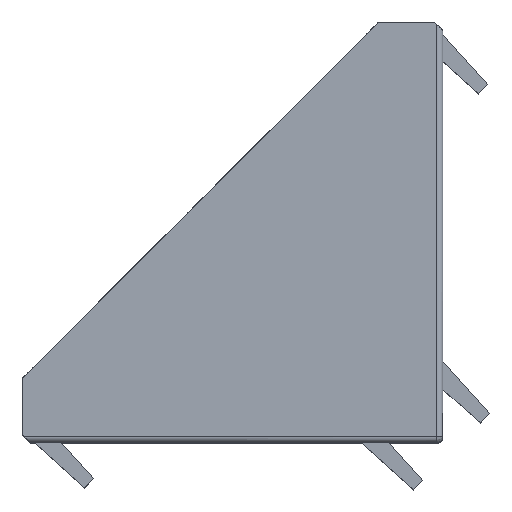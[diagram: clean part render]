
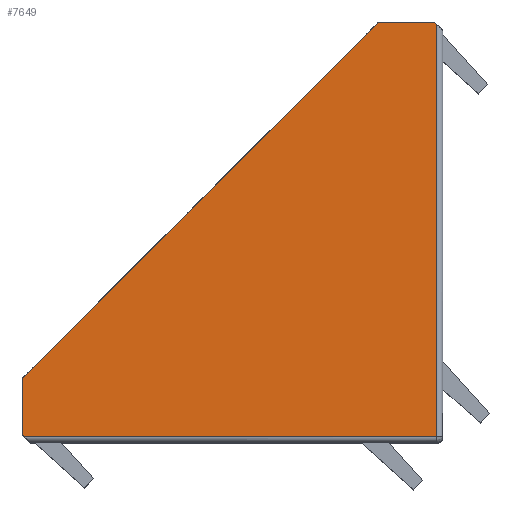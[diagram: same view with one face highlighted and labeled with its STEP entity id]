
A CAD part, top view. The second image highlights one B-rep face of the part: STEP entity #7649.
In plain terms, the highlighted planar face has unit normal (0.006, -0.006, 1).
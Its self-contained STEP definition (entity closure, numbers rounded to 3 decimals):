
#654 = CARTESIAN_POINT ( 'NONE',  ( -35.797, 0.497, 18.968 ) ) ;
#732 = VERTEX_POINT ( 'NONE', #12142 ) ;
#859 = EDGE_CURVE ( 'NONE', #10954, #10847, #1212, .T. ) ;
#1018 = ORIENTED_EDGE ( 'NONE', *, *, #10275, .T. ) ;
#1212 = LINE ( 'NONE', #7277, #11523 ) ;
#1469 = CARTESIAN_POINT ( 'NONE',  ( -36., 5.5, 19. ) ) ;
#1908 = CARTESIAN_POINT ( 'NONE',  ( -36., 5.5, 19. ) ) ;
#2437 = LINE ( 'NONE', #11747, #12715 ) ;
#2535 = ORIENTED_EDGE ( 'NONE', *, *, #4059, .T. ) ;
#2625 = VERTEX_POINT ( 'NONE', #654 ) ;
#2692 = VECTOR ( 'NONE', #6184, 1000. ) ;
#2998 = CARTESIAN_POINT ( 'NONE',  ( -5.5, 36., 19. ) ) ;
#3535 = DIRECTION ( 'NONE',  ( -1., 0., 0.006 ) ) ;
#3540 = CARTESIAN_POINT ( 'NONE',  ( -0.497, 35.797, 18.968 ) ) ;
#4059 = EDGE_CURVE ( 'NONE', #10847, #11574, #10652, .T. ) ;
#4085 = CARTESIAN_POINT ( 'NONE',  ( -5.5, 36., 19. ) ) ;
#4487 = VECTOR ( 'NONE', #10321, 1000. ) ;
#4631 = CARTESIAN_POINT ( 'NONE',  ( -5.5, 36., 19. ) ) ;
#4921 = VECTOR ( 'NONE', #3535, 1000. ) ;
#5093 = DIRECTION ( 'NONE',  ( -0.707, -0.707, 0. ) ) ;
#5308 = EDGE_CURVE ( 'NONE', #6682, #5917, #9474, .T. ) ;
#5917 = VERTEX_POINT ( 'NONE', #1469 ) ;
#6069 = DIRECTION ( 'NONE',  ( 1., 0., -0.006 ) ) ;
#6184 = DIRECTION ( 'NONE',  ( -0.707, 0.707, 0.009 ) ) ;
#6306 = DIRECTION ( 'NONE',  ( 0., 1., 0.006 ) ) ;
#6523 = EDGE_LOOP ( 'NONE', ( #7437, #9173, #7758, #1018, #8139, #2535, #9321 ) ) ;
#6682 = VERTEX_POINT ( 'NONE', #2998 ) ;
#6731 = EDGE_CURVE ( 'NONE', #5917, #732, #10903, .T. ) ;
#6790 = CARTESIAN_POINT ( 'NONE',  ( -0.497, 0.497, 18.75 ) ) ;
#6794 = VECTOR ( 'NONE', #5093, 1000. ) ;
#7277 = CARTESIAN_POINT ( 'NONE',  ( -0.497, 0.497, 18.75 ) ) ;
#7423 = AXIS2_PLACEMENT_3D ( 'NONE', #4085, #11104, #6069 ) ;
#7437 = ORIENTED_EDGE ( 'NONE', *, *, #5308, .T. ) ;
#7649 = ADVANCED_FACE ( 'NONE', ( #10153 ), #8112, .T. ) ;
#7758 = ORIENTED_EDGE ( 'NONE', *, *, #10990, .T. ) ;
#8112 = PLANE ( 'NONE',  #7423 ) ;
#8139 = ORIENTED_EDGE ( 'NONE', *, *, #859, .T. ) ;
#8199 = CARTESIAN_POINT ( 'NONE',  ( -5.501, 0.497, 18.781 ) ) ;
#8220 = VECTOR ( 'NONE', #12189, 1000. ) ;
#8518 = LINE ( 'NONE', #4631, #4921 ) ;
#9166 = CARTESIAN_POINT ( 'NONE',  ( -5.5, 36., 19. ) ) ;
#9173 = ORIENTED_EDGE ( 'NONE', *, *, #6731, .T. ) ;
#9321 = ORIENTED_EDGE ( 'NONE', *, *, #9576, .T. ) ;
#9474 = LINE ( 'NONE', #9166, #6794 ) ;
#9576 = EDGE_CURVE ( 'NONE', #11574, #6682, #8518, .T. ) ;
#10153 = FACE_OUTER_BOUND ( 'NONE', #6523, .T. ) ;
#10275 = EDGE_CURVE ( 'NONE', #2625, #10954, #11829, .T. ) ;
#10321 = DIRECTION ( 'NONE',  ( 1., 0., -0.006 ) ) ;
#10652 = LINE ( 'NONE', #12296, #2692 ) ;
#10847 = VERTEX_POINT ( 'NONE', #3540 ) ;
#10903 = LINE ( 'NONE', #1908, #8220 ) ;
#10954 = VERTEX_POINT ( 'NONE', #6790 ) ;
#10990 = EDGE_CURVE ( 'NONE', #732, #2625, #2437, .T. ) ;
#11104 = DIRECTION ( 'NONE',  ( 0.006, -0.006, 1. ) ) ;
#11340 = CARTESIAN_POINT ( 'NONE',  ( -0.7, 36., 18.97 ) ) ;
#11523 = VECTOR ( 'NONE', #6306, 1000. ) ;
#11574 = VERTEX_POINT ( 'NONE', #11340 ) ;
#11747 = CARTESIAN_POINT ( 'NONE',  ( -36., 0.7, 18.97 ) ) ;
#11829 = LINE ( 'NONE', #8199, #4487 ) ;
#12142 = CARTESIAN_POINT ( 'NONE',  ( -36., 0.7, 18.97 ) ) ;
#12189 = DIRECTION ( 'NONE',  ( 0., -1., -0.006 ) ) ;
#12296 = CARTESIAN_POINT ( 'NONE',  ( -0.497, 35.797, 18.968 ) ) ;
#12715 = VECTOR ( 'NONE', #12798, 1000. ) ;
#12798 = DIRECTION ( 'NONE',  ( 0.707, -0.707, -0.009 ) ) ;
